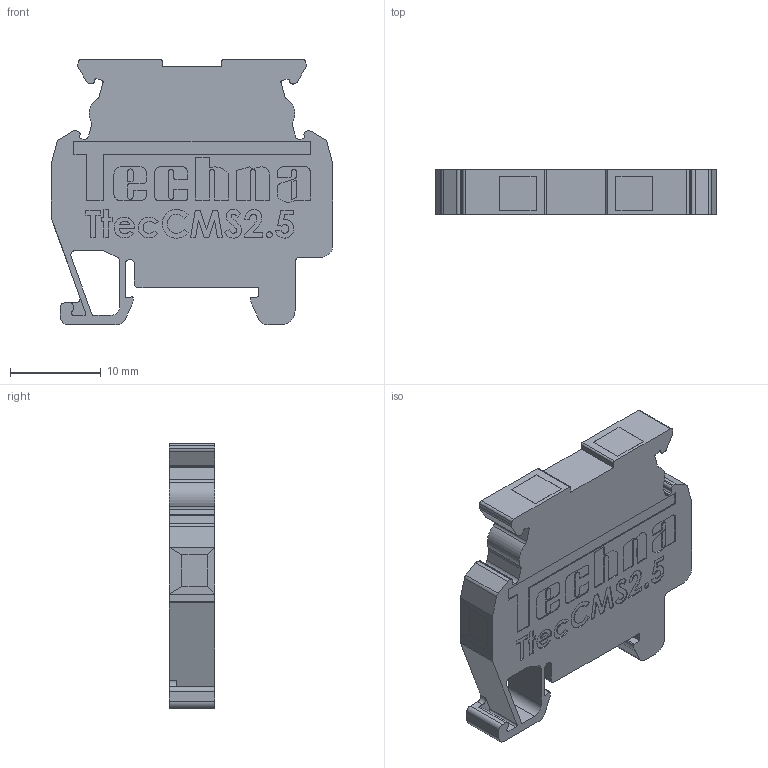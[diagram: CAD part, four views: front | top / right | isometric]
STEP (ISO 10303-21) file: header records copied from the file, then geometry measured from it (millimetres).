
FILE_DESCRIPTION (( 'STEP AP214' ), '1' );
FILE_NAME ('TtecCMS2.5.STEP', '2020-07-01T10:14:35', ( '' ), ( '' ), 'SwSTEP 2.0', 'SolidWorks 2020', '' );
FILE_SCHEMA (( 'AUTOMOTIVE_DESIGN' ));
Length unit declared in the file: millimetre
Products named in the file (1): TtecCMS2.5
Bounding box: 31.02 x 5 x 29.2 mm (x, y, z)
Volume: 3394.5 mm3; surface area: 2278.6 mm2
Topology: 1 solids, 1 shells, 666 faces, 1848 edges, 1224 vertices
Faces by surface type: plane 370, cylinder 182, bspline 114
Entity records: 32629 total; most frequent: CARTESIAN_POINT 10365, ORIENTED_EDGE 3696, DIRECTION 3090, EDGE_CURVE 1848, LINE 1256, VECTOR 1256, VERTEX_POINT 1224, AXIS2_PLACEMENT_3D 917
